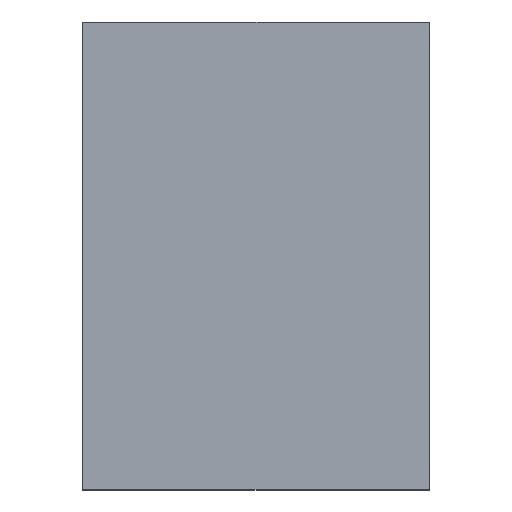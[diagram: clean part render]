
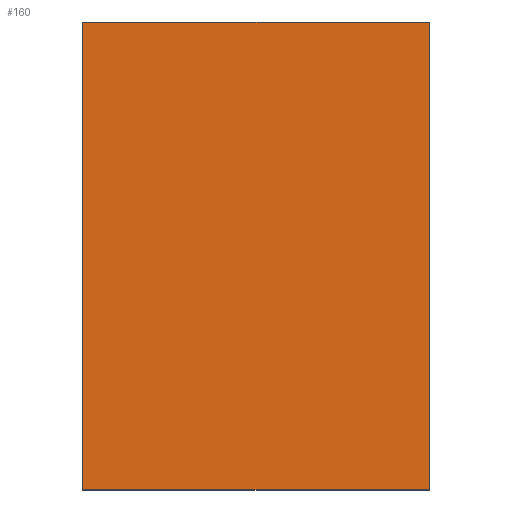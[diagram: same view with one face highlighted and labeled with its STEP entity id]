
A CAD part, top view. The second image highlights one B-rep face of the part: STEP entity #160.
In plain terms, the highlighted planar face has unit normal (0, 0, 1).
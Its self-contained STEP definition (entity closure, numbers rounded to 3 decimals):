
#5 = VERTEX_POINT ( 'NONE', #82 ) ;
#10 = LINE ( 'NONE', #69, #131 ) ;
#14 = ORIENTED_EDGE ( 'NONE', *, *, #53, .T. ) ;
#15 = DIRECTION ( 'NONE',  ( 0., 1., 0. ) ) ;
#18 = FACE_OUTER_BOUND ( 'NONE', #121, .T. ) ;
#20 = LINE ( 'NONE', #176, #213 ) ;
#29 = EDGE_CURVE ( 'NONE', #30, #153, #20, .T. ) ;
#30 = VERTEX_POINT ( 'NONE', #198 ) ;
#31 = DIRECTION ( 'NONE',  ( 1., 0., 0. ) ) ;
#36 = DIRECTION ( 'NONE',  ( -1., 0., 0. ) ) ;
#53 = EDGE_CURVE ( 'NONE', #153, #5, #114, .T. ) ;
#66 = PLANE ( 'NONE',  #165 ) ;
#67 = CARTESIAN_POINT ( 'NONE',  ( 10., -13.5, 0.5 ) ) ;
#69 = CARTESIAN_POINT ( 'NONE',  ( -10., 13.5, 0.5 ) ) ;
#80 = ORIENTED_EDGE ( 'NONE', *, *, #185, .T. ) ;
#82 = CARTESIAN_POINT ( 'NONE',  ( 10., 13.5, 0.5 ) ) ;
#103 = ORIENTED_EDGE ( 'NONE', *, *, #29, .T. ) ;
#110 = CARTESIAN_POINT ( 'NONE',  ( 0., 0., 0.5 ) ) ;
#114 = LINE ( 'NONE', #194, #132 ) ;
#121 = EDGE_LOOP ( 'NONE', ( #14, #80, #207, #103 ) ) ;
#131 = VECTOR ( 'NONE', #151, 1000. ) ;
#132 = VECTOR ( 'NONE', #15, 1000. ) ;
#135 = VECTOR ( 'NONE', #36, 1000. ) ;
#151 = DIRECTION ( 'NONE',  ( 0., -1., 0. ) ) ;
#153 = VERTEX_POINT ( 'NONE', #67 ) ;
#160 = ADVANCED_FACE ( 'NONE', ( #18 ), #66, .T. ) ;
#165 = AXIS2_PLACEMENT_3D ( 'NONE', #110, #200, #31 ) ;
#176 = CARTESIAN_POINT ( 'NONE',  ( -10., -13.5, 0.5 ) ) ;
#179 = LINE ( 'NONE', #205, #135 ) ;
#185 = EDGE_CURVE ( 'NONE', #5, #191, #179, .T. ) ;
#191 = VERTEX_POINT ( 'NONE', #208 ) ;
#194 = CARTESIAN_POINT ( 'NONE',  ( 10., 13.5, 0.5 ) ) ;
#198 = CARTESIAN_POINT ( 'NONE',  ( -10., -13.5, 0.5 ) ) ;
#200 = DIRECTION ( 'NONE',  ( 0., 0., 1. ) ) ;
#203 = EDGE_CURVE ( 'NONE', #191, #30, #10, .T. ) ;
#205 = CARTESIAN_POINT ( 'NONE',  ( -10., 13.5, 0.5 ) ) ;
#207 = ORIENTED_EDGE ( 'NONE', *, *, #203, .T. ) ;
#208 = CARTESIAN_POINT ( 'NONE',  ( -10., 13.5, 0.5 ) ) ;
#213 = VECTOR ( 'NONE', #216, 1000. ) ;
#216 = DIRECTION ( 'NONE',  ( 1., 0., 0. ) ) ;
